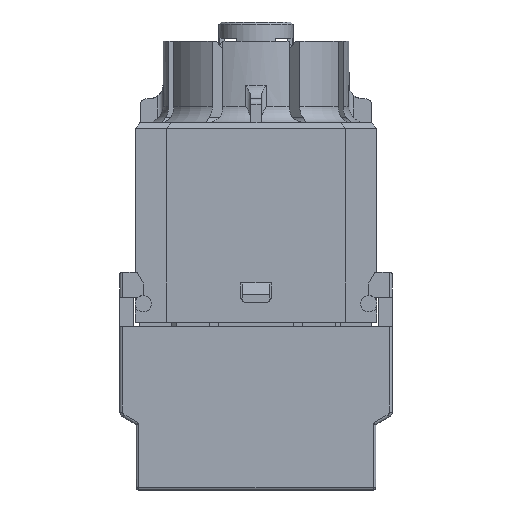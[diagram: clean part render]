
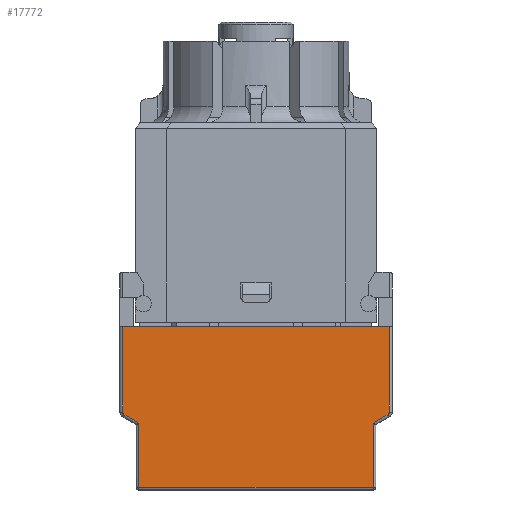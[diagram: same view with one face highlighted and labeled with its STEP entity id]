
A CAD part, left-side view. The second image highlights one B-rep face of the part: STEP entity #17772.
In plain terms, the highlighted planar face has unit normal (-1, 0, 0).
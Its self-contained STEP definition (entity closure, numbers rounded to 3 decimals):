
#602=PLANE('',#19076);
#1176=CIRCLE('',#19046,0.25);
#1188=CIRCLE('',#19074,0.25);
#1915=FACE_OUTER_BOUND('',#2928,.T.);
#2928=EDGE_LOOP('',(#14749,#14750,#14751,#14752,#14753,#14754,#14755,#14756,
#14757,#14758));
#4464=LINE('',#28874,#6269);
#4897=LINE('',#33402,#6702);
#4899=LINE('',#33419,#6704);
#4900=LINE('',#33433,#6705);
#4901=LINE('',#33435,#6706);
#4905=LINE('',#33445,#6710);
#4911=LINE('',#33472,#6716);
#4912=LINE('',#33486,#6717);
#6269=VECTOR('',#21273,10.);
#6702=VECTOR('',#22570,10.);
#6704=VECTOR('',#22580,10.);
#6705=VECTOR('',#22603,10.);
#6706=VECTOR('',#22606,10.);
#6710=VECTOR('',#22618,10.);
#6716=VECTOR('',#22642,10.);
#6717=VECTOR('',#22649,10.);
#8115=VERTEX_POINT('',#28871);
#8116=VERTEX_POINT('',#28873);
#8510=VERTEX_POINT('',#33394);
#8511=VERTEX_POINT('',#33401);
#8512=VERTEX_POINT('',#33414);
#8513=VERTEX_POINT('',#33418);
#8515=VERTEX_POINT('',#33427);
#8517=VERTEX_POINT('',#33444);
#8520=VERTEX_POINT('',#33470);
#8521=VERTEX_POINT('',#33482);
#10095=EDGE_CURVE('',#8116,#8115,#4464,.T.);
#10756=EDGE_CURVE('',#8116,#8511,#4897,.T.);
#10760=EDGE_CURVE('',#8511,#8512,#1176,.T.);
#10761=EDGE_CURVE('',#8512,#8513,#4899,.T.);
#10769=EDGE_CURVE('',#8513,#8515,#4900,.T.);
#10770=EDGE_CURVE('',#8515,#8510,#4901,.T.);
#10775=EDGE_CURVE('',#8510,#8517,#4905,.T.);
#10786=EDGE_CURVE('',#8517,#8520,#4911,.T.);
#10788=EDGE_CURVE('',#8520,#8521,#1188,.T.);
#10789=EDGE_CURVE('',#8521,#8115,#4912,.T.);
#14749=ORIENTED_EDGE('',*,*,#10789,.F.);
#14750=ORIENTED_EDGE('',*,*,#10788,.F.);
#14751=ORIENTED_EDGE('',*,*,#10786,.F.);
#14752=ORIENTED_EDGE('',*,*,#10775,.F.);
#14753=ORIENTED_EDGE('',*,*,#10770,.F.);
#14754=ORIENTED_EDGE('',*,*,#10769,.F.);
#14755=ORIENTED_EDGE('',*,*,#10761,.F.);
#14756=ORIENTED_EDGE('',*,*,#10760,.F.);
#14757=ORIENTED_EDGE('',*,*,#10756,.F.);
#14758=ORIENTED_EDGE('',*,*,#10095,.T.);
#17772=ADVANCED_FACE('',(#1915),#602,.T.);
#19046=AXIS2_PLACEMENT_3D('',#33416,#22576,#22577);
#19074=AXIS2_PLACEMENT_3D('',#33484,#22645,#22646);
#19076=AXIS2_PLACEMENT_3D('',#33487,#22650,#22651);
#21273=DIRECTION('',(0.,1.,0.));
#22570=DIRECTION('',(0.,0.,-1.));
#22576=DIRECTION('center_axis',(1.,0.,0.));
#22577=DIRECTION('ref_axis',(0.,-0.866,-0.5));
#22580=DIRECTION('',(0.,0.866,-0.5));
#22603=DIRECTION('',(0.,0.,-1.));
#22606=DIRECTION('',(0.,1.,0.));
#22618=DIRECTION('',(0.,0.,1.));
#22642=DIRECTION('',(0.,0.866,0.5));
#22645=DIRECTION('center_axis',(1.,0.,0.));
#22646=DIRECTION('ref_axis',(0.,0.866,-0.5));
#22649=DIRECTION('',(0.,0.,1.));
#22650=DIRECTION('center_axis',(-1.,0.,0.));
#22651=DIRECTION('ref_axis',(0.,0.,-1.));
#28871=CARTESIAN_POINT('',(-11.,12.25,0.));
#28873=CARTESIAN_POINT('',(-11.,-12.25,0.));
#28874=CARTESIAN_POINT('',(-11.,-6.25,0.));
#33394=CARTESIAN_POINT('',(-11.,10.75,-14.75));
#33401=CARTESIAN_POINT('',(-11.,-12.25,-7.845));
#33402=CARTESIAN_POINT('',(-11.,-12.25,-6.383));
#33414=CARTESIAN_POINT('',(-11.,-12.125,-8.062));
#33416=CARTESIAN_POINT('Origin',(-11.,-12.,-7.845));
#33418=CARTESIAN_POINT('',(-11.,-10.75,-8.856));
#33419=CARTESIAN_POINT('',(-11.,-7.633,-10.655));
#33427=CARTESIAN_POINT('',(-11.,-10.75,-14.75));
#33433=CARTESIAN_POINT('',(-11.,-10.75,-9.96));
#33435=CARTESIAN_POINT('',(-11.,5.5,-14.75));
#33444=CARTESIAN_POINT('',(-11.,10.75,-8.856));
#33445=CARTESIAN_POINT('',(-11.,10.75,-6.96));
#33470=CARTESIAN_POINT('',(-11.,12.125,-8.062));
#33472=CARTESIAN_POINT('',(-11.,8.258,-10.294));
#33482=CARTESIAN_POINT('',(-11.,12.25,-7.845));
#33484=CARTESIAN_POINT('Origin',(-11.,12.,-7.845));
#33486=CARTESIAN_POINT('',(-11.,12.25,0.04));
#33487=CARTESIAN_POINT('Origin',(-11.,0.,-4.92));
